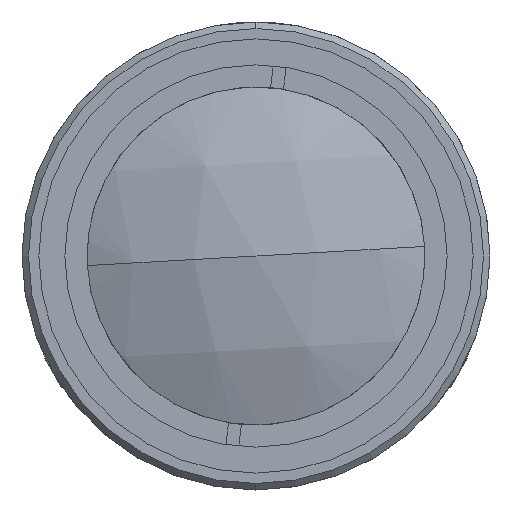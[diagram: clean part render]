
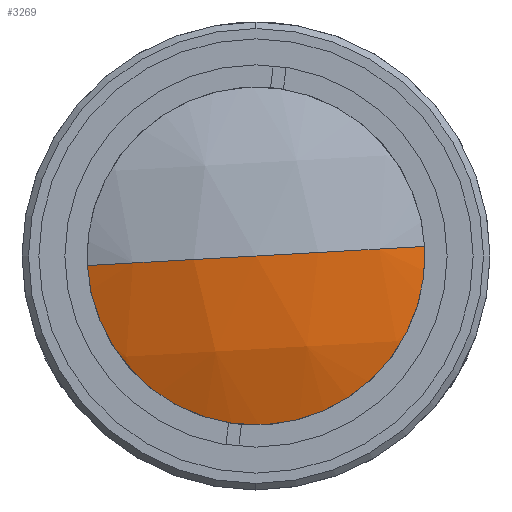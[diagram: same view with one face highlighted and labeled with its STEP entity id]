
A CAD part, left-side view. The second image highlights one B-rep face of the part: STEP entity #3269.
In plain terms, the highlighted spherical face has radius 34.13 mm.
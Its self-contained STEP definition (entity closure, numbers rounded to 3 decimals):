
#259 = CARTESIAN_POINT ( 'NONE',  ( 42.13, 0., 0. ) ) ;
#328 = DIRECTION ( 'NONE',  ( 0., -0.057, -0.998 ) ) ;
#371 = DIRECTION ( 'NONE',  ( 0., -0.057, -0.998 ) ) ;
#402 = CARTESIAN_POINT ( 'NONE',  ( 8., 0., 0. ) ) ;
#722 = EDGE_LOOP ( 'NONE', ( #2154, #1254, #3303 ) ) ;
#940 = CARTESIAN_POINT ( 'NONE',  ( 11.003, 0., 0. ) ) ;
#1014 = SPHERICAL_SURFACE ( 'NONE', #4165, 34.13 ) ;
#1033 = CARTESIAN_POINT ( 'NONE',  ( 42.13, 0., 0. ) ) ;
#1249 = CIRCLE ( 'NONE', #4017, 34.13 ) ;
#1254 = ORIENTED_EDGE ( 'NONE', *, *, #3256, .T. ) ;
#1401 = CIRCLE ( 'NONE', #4317, 34.13 ) ;
#1536 = AXIS2_PLACEMENT_3D ( 'NONE', #940, #1920, #3283 ) ;
#1630 = EDGE_CURVE ( 'NONE', #3288, #4009, #2586, .T. ) ;
#1761 = DIRECTION ( 'NONE',  ( 0., -0.998, 0.057 ) ) ;
#1920 = DIRECTION ( 'NONE',  ( -1., 0., 0. ) ) ;
#2085 = VERTEX_POINT ( 'NONE', #402 ) ;
#2086 = EDGE_CURVE ( 'NONE', #3288, #2085, #1401, .T. ) ;
#2154 = ORIENTED_EDGE ( 'NONE', *, *, #1630, .T. ) ;
#2586 = CIRCLE ( 'NONE', #1536, 14. ) ;
#3040 = DIRECTION ( 'NONE',  ( 0., 0.998, -0.057 ) ) ;
#3108 = CARTESIAN_POINT ( 'NONE',  ( 11.003, 13.977, -0.794 ) ) ;
#3256 = EDGE_CURVE ( 'NONE', #4009, #2085, #1249, .T. ) ;
#3269 = ADVANCED_FACE ( 'NONE', ( #4380 ), #1014, .T. ) ;
#3283 = DIRECTION ( 'NONE',  ( 0., 0.057, 0.998 ) ) ;
#3288 = VERTEX_POINT ( 'NONE', #3108 ) ;
#3303 = ORIENTED_EDGE ( 'NONE', *, *, #2086, .F. ) ;
#3433 = CARTESIAN_POINT ( 'NONE',  ( 42.13, 0., 0. ) ) ;
#3792 = DIRECTION ( 'NONE',  ( 0., 0.998, -0.057 ) ) ;
#4009 = VERTEX_POINT ( 'NONE', #4397 ) ;
#4017 = AXIS2_PLACEMENT_3D ( 'NONE', #259, #371, #3792 ) ;
#4121 = DIRECTION ( 'NONE',  ( 0., 0.057, 0.998 ) ) ;
#4165 = AXIS2_PLACEMENT_3D ( 'NONE', #1033, #328, #3040 ) ;
#4317 = AXIS2_PLACEMENT_3D ( 'NONE', #3433, #4121, #1761 ) ;
#4380 = FACE_OUTER_BOUND ( 'NONE', #722, .T. ) ;
#4397 = CARTESIAN_POINT ( 'NONE',  ( 11.003, -13.977, 0.794 ) ) ;
